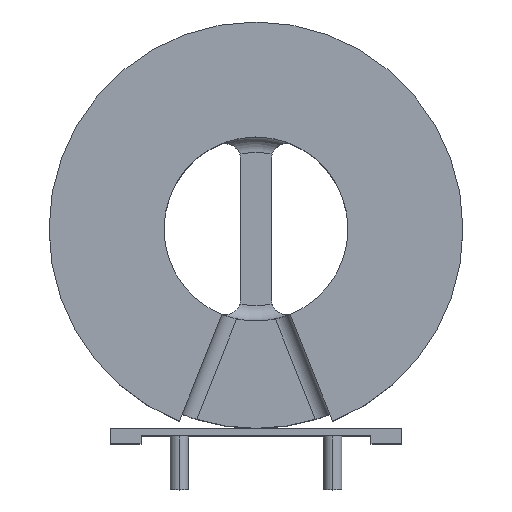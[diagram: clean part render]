
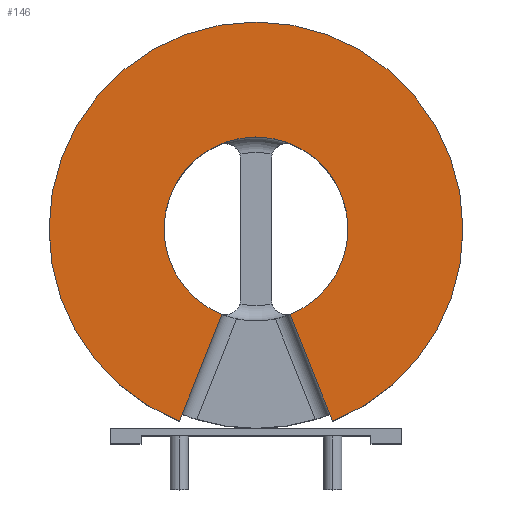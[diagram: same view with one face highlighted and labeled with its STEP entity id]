
A CAD part, top view. The second image highlights one B-rep face of the part: STEP entity #146.
In plain terms, the highlighted planar face has unit normal (0, 0, 1).
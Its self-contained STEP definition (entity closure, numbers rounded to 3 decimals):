
#67 = DIRECTION ( 'NONE',  ( 0., 0., -1. ) ) ;
#70 = DIRECTION ( 'NONE',  ( 1., 0., 0. ) ) ;
#76 = VECTOR ( 'NONE', #1024, 1000. ) ;
#98 = AXIS2_PLACEMENT_3D ( 'NONE', #1063, #1824, #725 ) ;
#124 = ORIENTED_EDGE ( 'NONE', *, *, #1653, .F. ) ;
#131 = AXIS2_PLACEMENT_3D ( 'NONE', #1309, #1789, #1771 ) ;
#144 = VERTEX_POINT ( 'NONE', #982 ) ;
#146 = ADVANCED_FACE ( 'NONE', ( #634 ), #594, .T. ) ;
#201 = CIRCLE ( 'NONE', #1647, 6. ) ;
#237 = LINE ( 'NONE', #1327, #991 ) ;
#245 = ORIENTED_EDGE ( 'NONE', *, *, #418, .F. ) ;
#254 = LINE ( 'NONE', #876, #990 ) ;
#299 = EDGE_CURVE ( 'NONE', #1919, #1660, #237, .T. ) ;
#340 = LINE ( 'NONE', #529, #713 ) ;
#356 = AXIS2_PLACEMENT_3D ( 'NONE', #1541, #1831, #447 ) ;
#392 = AXIS2_PLACEMENT_3D ( 'NONE', #595, #67, #1179 ) ;
#418 = EDGE_CURVE ( 'NONE', #1297, #1094, #786, .T. ) ;
#447 = DIRECTION ( 'NONE',  ( 1., 0., 0. ) ) ;
#502 = CARTESIAN_POINT ( 'NONE',  ( 3.5, 13.5, -2.2 ) ) ;
#503 = CARTESIAN_POINT ( 'NONE',  ( 4.5, 0.96, -2.2 ) ) ;
#517 = DIRECTION ( 'NONE',  ( -0.37, -0.929, 0. ) ) ;
#529 = CARTESIAN_POINT ( 'NONE',  ( 3.552, -1.416, -2.2 ) ) ;
#549 = EDGE_CURVE ( 'NONE', #144, #1622, #751, .T. ) ;
#586 = DIRECTION ( 'NONE',  ( 1., 0., 0. ) ) ;
#594 = PLANE ( 'NONE',  #356 ) ;
#595 = CARTESIAN_POINT ( 'NONE',  ( 9.5, 13.5, -2.2 ) ) ;
#620 = ORIENTED_EDGE ( 'NONE', *, *, #1941, .T. ) ;
#634 = FACE_OUTER_BOUND ( 'NONE', #1650, .T. ) ;
#713 = VECTOR ( 'NONE', #517, 1000. ) ;
#723 = CARTESIAN_POINT ( 'NONE',  ( 4.685, 1.425, -2.2 ) ) ;
#725 = DIRECTION ( 'NONE',  ( 1., 0., 0. ) ) ;
#731 = ORIENTED_EDGE ( 'NONE', *, *, #549, .F. ) ;
#738 = CARTESIAN_POINT ( 'NONE',  ( 9.5, 13.5, -2.2 ) ) ;
#751 = CIRCLE ( 'NONE', #392, 13.5 ) ;
#755 = VERTEX_POINT ( 'NONE', #1018 ) ;
#768 = CIRCLE ( 'NONE', #934, 13.5 ) ;
#777 = VERTEX_POINT ( 'NONE', #503 ) ;
#786 = CIRCLE ( 'NONE', #98, 6. ) ;
#796 = VERTEX_POINT ( 'NONE', #1464 ) ;
#848 = CIRCLE ( 'NONE', #131, 13.5 ) ;
#876 = CARTESIAN_POINT ( 'NONE',  ( 12.841, 5.12, -2.2 ) ) ;
#879 = ORIENTED_EDGE ( 'NONE', *, *, #1502, .F. ) ;
#881 = LINE ( 'NONE', #1682, #76 ) ;
#934 = AXIS2_PLACEMENT_3D ( 'NONE', #1154, #1457, #70 ) ;
#944 = ORIENTED_EDGE ( 'NONE', *, *, #1414, .F. ) ;
#969 = ORIENTED_EDGE ( 'NONE', *, *, #1438, .F. ) ;
#982 = CARTESIAN_POINT ( 'NONE',  ( -4., 13.5, -2.2 ) ) ;
#990 = VECTOR ( 'NONE', #1514, 1000. ) ;
#991 = VECTOR ( 'NONE', #1965, 1000. ) ;
#1018 = CARTESIAN_POINT ( 'NONE',  ( 14.5, 0.96, -2.2 ) ) ;
#1024 = DIRECTION ( 'NONE',  ( 0.37, -0.929, 0. ) ) ;
#1063 = CARTESIAN_POINT ( 'NONE',  ( 9.5, 13.5, -2.2 ) ) ;
#1094 = VERTEX_POINT ( 'NONE', #502 ) ;
#1154 = CARTESIAN_POINT ( 'NONE',  ( 9.5, 13.5, -2.2 ) ) ;
#1179 = DIRECTION ( 'NONE',  ( 1., 0., 0. ) ) ;
#1289 = EDGE_CURVE ( 'NONE', #796, #1350, #254, .T. ) ;
#1297 = VERTEX_POINT ( 'NONE', #1598 ) ;
#1309 = CARTESIAN_POINT ( 'NONE',  ( 9.5, 13.5, -2.2 ) ) ;
#1313 = EDGE_CURVE ( 'NONE', #796, #1297, #201, .T. ) ;
#1327 = CARTESIAN_POINT ( 'NONE',  ( 3.552, -1.416, -2.2 ) ) ;
#1350 = VERTEX_POINT ( 'NONE', #1729 ) ;
#1357 = DIRECTION ( 'NONE',  ( 0., 0., 1. ) ) ;
#1399 = DIRECTION ( 'NONE',  ( 0., 0., 1. ) ) ;
#1414 = EDGE_CURVE ( 'NONE', #1622, #755, #848, .T. ) ;
#1438 = EDGE_CURVE ( 'NONE', #1660, #777, #340, .T. ) ;
#1447 = CARTESIAN_POINT ( 'NONE',  ( 7.278, 7.927, -2.2 ) ) ;
#1457 = DIRECTION ( 'NONE',  ( 0., 0., -1. ) ) ;
#1464 = CARTESIAN_POINT ( 'NONE',  ( 11.722, 7.927, -2.2 ) ) ;
#1502 = EDGE_CURVE ( 'NONE', #777, #144, #768, .T. ) ;
#1514 = DIRECTION ( 'NONE',  ( 0.37, -0.929, 0. ) ) ;
#1541 = CARTESIAN_POINT ( 'NONE',  ( 0., 0., -2.2 ) ) ;
#1567 = DIRECTION ( 'NONE',  ( 1., 0., 0. ) ) ;
#1598 = CARTESIAN_POINT ( 'NONE',  ( 15.5, 13.5, -2.2 ) ) ;
#1622 = VERTEX_POINT ( 'NONE', #1664 ) ;
#1634 = AXIS2_PLACEMENT_3D ( 'NONE', #738, #1357, #586 ) ;
#1647 = AXIS2_PLACEMENT_3D ( 'NONE', #1710, #1399, #1567 ) ;
#1650 = EDGE_LOOP ( 'NONE', ( #1985, #1691, #620, #944, #731, #879, #969, #1978, #124, #245 ) ) ;
#1653 = EDGE_CURVE ( 'NONE', #1094, #1919, #2007, .T. ) ;
#1660 = VERTEX_POINT ( 'NONE', #723 ) ;
#1664 = CARTESIAN_POINT ( 'NONE',  ( 23., 13.5, -2.2 ) ) ;
#1682 = CARTESIAN_POINT ( 'NONE',  ( 12.841, 5.12, -2.2 ) ) ;
#1691 = ORIENTED_EDGE ( 'NONE', *, *, #1289, .T. ) ;
#1710 = CARTESIAN_POINT ( 'NONE',  ( 9.5, 13.5, -2.2 ) ) ;
#1729 = CARTESIAN_POINT ( 'NONE',  ( 14.315, 1.425, -2.2 ) ) ;
#1771 = DIRECTION ( 'NONE',  ( 1., 0., 0. ) ) ;
#1789 = DIRECTION ( 'NONE',  ( 0., 0., -1. ) ) ;
#1824 = DIRECTION ( 'NONE',  ( 0., 0., 1. ) ) ;
#1831 = DIRECTION ( 'NONE',  ( 0., 0., 1. ) ) ;
#1919 = VERTEX_POINT ( 'NONE', #1447 ) ;
#1941 = EDGE_CURVE ( 'NONE', #1350, #755, #881, .T. ) ;
#1965 = DIRECTION ( 'NONE',  ( -0.37, -0.929, 0. ) ) ;
#1978 = ORIENTED_EDGE ( 'NONE', *, *, #299, .F. ) ;
#1985 = ORIENTED_EDGE ( 'NONE', *, *, #1313, .F. ) ;
#2007 = CIRCLE ( 'NONE', #1634, 6. ) ;
